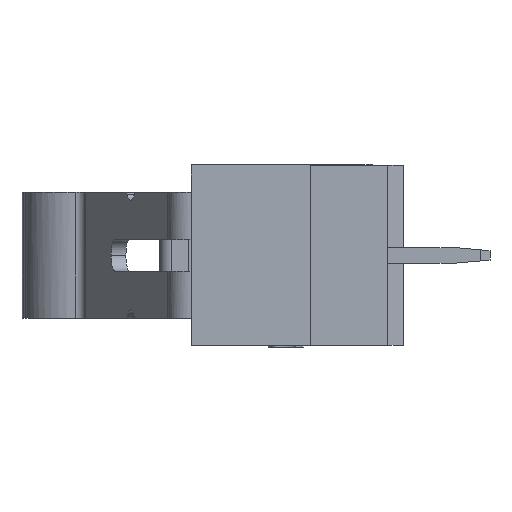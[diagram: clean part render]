
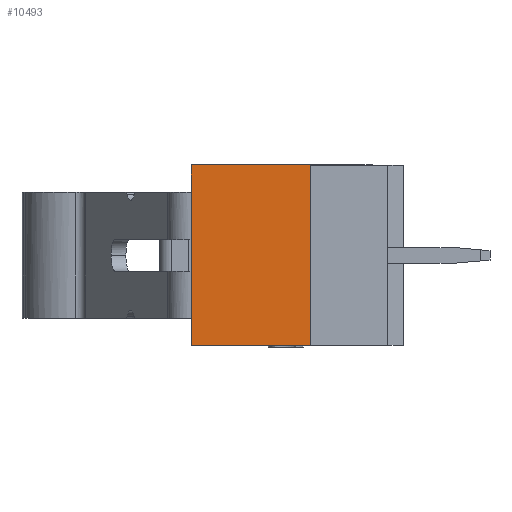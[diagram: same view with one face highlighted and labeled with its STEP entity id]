
A CAD part, left-side view. The second image highlights one B-rep face of the part: STEP entity #10493.
In plain terms, the highlighted free-form (B-spline) face has degree [1, 1] with [2, 2] control points.
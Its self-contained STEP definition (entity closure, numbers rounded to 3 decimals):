
#9254 = VERTEX_POINT('',#9255);
#9255 = CARTESIAN_POINT('',(-7.776,-0.497,
    6.879));
#9260 = EDGE_CURVE('',#9261,#9254,#9263,.T.);
#9261 = VERTEX_POINT('',#9262);
#9262 = CARTESIAN_POINT('',(-7.776,-0.497,0.));
#9263 = B_SPLINE_CURVE_WITH_KNOTS('',1,(#9264,#9265),.UNSPECIFIED.,.F.,
  .F.,(2,2),(-5.74,0.01),.PIECEWISE_BEZIER_KNOTS.);
#9264 = CARTESIAN_POINT('',(-7.776,-0.497,0.));
#9265 = CARTESIAN_POINT('',(-7.776,-0.497,
    6.879));
#10398 = VERTEX_POINT('',#10399);
#10399 = CARTESIAN_POINT('',(-7.776,4.038,0.));
#10404 = EDGE_CURVE('',#10405,#10398,#10407,.T.);
#10405 = VERTEX_POINT('',#10406);
#10406 = CARTESIAN_POINT('',(-7.776,4.038,
    6.879));
#10407 = B_SPLINE_CURVE_WITH_KNOTS('',1,(#10408,#10409),.UNSPECIFIED.,
  .F.,.F.,(2,2),(0.,5.75),.PIECEWISE_BEZIER_KNOTS.);
#10408 = CARTESIAN_POINT('',(-7.776,4.038,
    6.879));
#10409 = CARTESIAN_POINT('',(-7.776,4.038,0.));
#10493 = ADVANCED_FACE('',(#10494),#10508,.F.);
#10494 = FACE_BOUND('',#10495,.T.);
#10495 = EDGE_LOOP('',(#10496,#10501,#10502,#10507));
#10496 = ORIENTED_EDGE('',*,*,#10497,.T.);
#10497 = EDGE_CURVE('',#10398,#9261,#10498,.T.);
#10498 = B_SPLINE_CURVE_WITH_KNOTS('',1,(#10499,#10500),.UNSPECIFIED.,
  .F.,.F.,(2,2),(0.,3.79),.PIECEWISE_BEZIER_KNOTS.);
#10499 = CARTESIAN_POINT('',(-7.776,4.038,0.));
#10500 = CARTESIAN_POINT('',(-7.776,-0.497,0.));
#10501 = ORIENTED_EDGE('',*,*,#9260,.T.);
#10502 = ORIENTED_EDGE('',*,*,#10503,.F.);
#10503 = EDGE_CURVE('',#10405,#9254,#10504,.T.);
#10504 = B_SPLINE_CURVE_WITH_KNOTS('',1,(#10505,#10506),.UNSPECIFIED.,
  .F.,.F.,(2,2),(0.,3.79),.PIECEWISE_BEZIER_KNOTS.);
#10505 = CARTESIAN_POINT('',(-7.776,4.038,
    6.879));
#10506 = CARTESIAN_POINT('',(-7.776,-0.497,
    6.879));
#10507 = ORIENTED_EDGE('',*,*,#10404,.T.);
#10508 = B_SPLINE_SURFACE_WITH_KNOTS('',1,1,(
    (#10509,#10510)
    ,(#10511,#10512
    )),.UNSPECIFIED.,.F.,.F.,.F.,(2,2),(2,2),(-3.79,0.),(-5.75
    ,0.),.PIECEWISE_BEZIER_KNOTS.);
#10509 = CARTESIAN_POINT('',(-7.776,-0.497,0.));
#10510 = CARTESIAN_POINT('',(-7.776,-0.497,
    6.879));
#10511 = CARTESIAN_POINT('',(-7.776,4.038,0.));
#10512 = CARTESIAN_POINT('',(-7.776,4.038,
    6.879));
